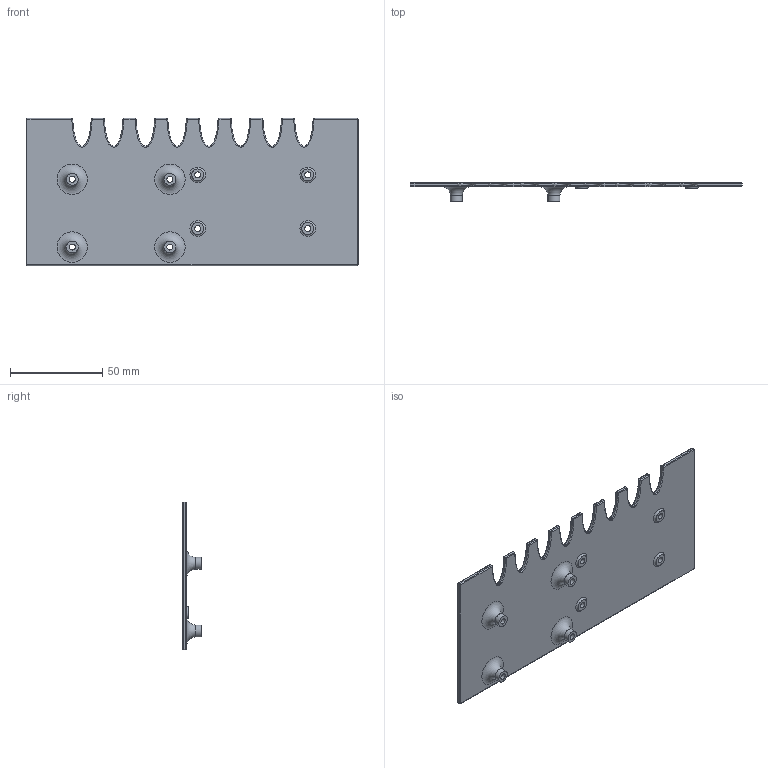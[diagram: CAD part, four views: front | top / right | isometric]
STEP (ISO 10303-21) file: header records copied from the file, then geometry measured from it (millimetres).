
FILE_DESCRIPTION(/* description */ (''),/* implementation_level */ '2;1');
FILE_NAME(/* name */ 'Box Divider.step',/* time_stamp */ '2020-10-11T19:18:28-04:00',/* author */ (''),/* organization */ (''),/* preprocessor_version */ 'ST-DEVELOPER v18.1',/* originating_system */ 'Autodesk Translation Framework v9.3.0.1241',/* authorisation */ '');
FILE_SCHEMA (('AUTOMOTIVE_DESIGN { 1 0 10303 214 3 1 1 }'));
Length unit declared in the file: millimetre
Products named in the file (1): Box Divider
Bounding box: 179.5 x 10 x 79.5 mm (x, y, z)
Volume: 27927.6 mm3; surface area: 28721.6 mm2
Topology: 1 solids, 1 shells, 150 faces, 300 edges, 160 vertices
Faces by surface type: cylinder 56, sphere 40, bspline 24, plane 22, torus 8
Full cylindrical faces by diameter (mm): 3.25 x8, 6.45 x4
Entity records: 5808 total; most frequent: CARTESIAN_POINT 2686, DIRECTION 690, ORIENTED_EDGE 600, EDGE_CURVE 300, AXIS2_PLACEMENT_3D 295, EDGE_LOOP 174, CIRCLE 168, VERTEX_POINT 160
